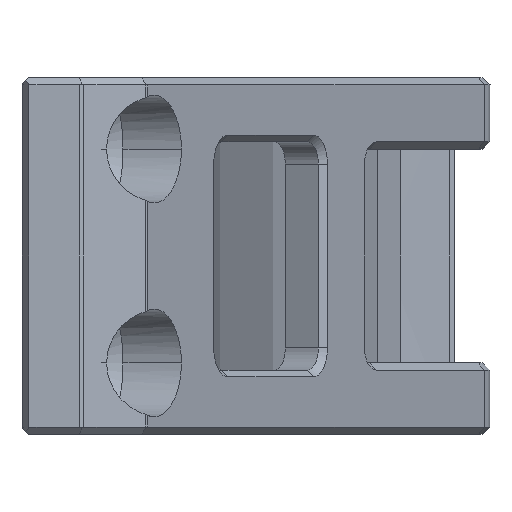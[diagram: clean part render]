
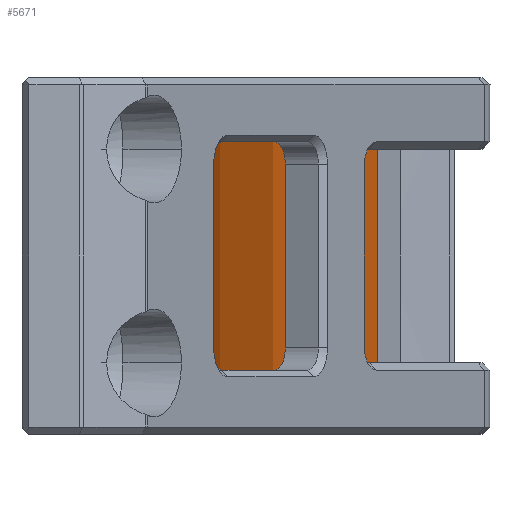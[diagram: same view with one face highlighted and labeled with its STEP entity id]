
A CAD part, left-side view. The second image highlights one B-rep face of the part: STEP entity #5671.
In plain terms, the highlighted free-form (B-spline) face has degree [5, 1] with [6, 2] control points.
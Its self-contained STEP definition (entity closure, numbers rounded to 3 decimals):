
#1828 = VERTEX_POINT('',#1829);
#1829 = CARTESIAN_POINT('',(-29.475,30.618,19.2));
#1863 = VERTEX_POINT('',#1864);
#1864 = CARTESIAN_POINT('',(-42.077,5.979,19.2));
#1872 = EDGE_CURVE('',#1863,#1828,#1873,.T.);
#1873 = CIRCLE('',#1874,42.5);
#1874 = AXIS2_PLACEMENT_3D('',#1875,#1876,#1877);
#1875 = CARTESIAN_POINT('',(0.,0.,19.2));
#1876 = DIRECTION('',(0.,0.,-1.));
#1877 = DIRECTION('',(-0.99,0.141,0.));
#3098 = VERTEX_POINT('',#3099);
#3099 = CARTESIAN_POINT('',(-29.475,30.618,-19.2));
#3131 = VERTEX_POINT('',#3132);
#3132 = CARTESIAN_POINT('',(-42.077,5.979,-19.2));
#3138 = EDGE_CURVE('',#3131,#3098,#3139,.T.);
#3139 = CIRCLE('',#3140,42.5);
#3140 = AXIS2_PLACEMENT_3D('',#3141,#3142,#3143);
#3141 = CARTESIAN_POINT('',(0.,0.,-19.2));
#3142 = DIRECTION('',(0.,0.,-1.));
#3143 = DIRECTION('',(-0.99,0.141,0.));
#5644 = EDGE_CURVE('',#1828,#3098,#5645,.T.);
#5645 = LINE('',#5646,#5647);
#5646 = CARTESIAN_POINT('',(-29.475,30.618,
    19.2));
#5647 = VECTOR('',#5648,1.);
#5648 = DIRECTION('',(0.,0.,-1.));
#5671 = ADVANCED_FACE('',(#5672),#5717,.T.);
#5672 = FACE_BOUND('',#5673,.T.);
#5673 = EDGE_LOOP('',(#5674,#5682,#5691,#5699,#5708,#5714,#5715,#5716));
#5674 = ORIENTED_EDGE('',*,*,#5675,.T.);
#5675 = EDGE_CURVE('',#3131,#5676,#5678,.T.);
#5676 = VERTEX_POINT('',#5677);
#5677 = CARTESIAN_POINT('',(-42.077,5.979,-12.));
#5678 = LINE('',#5679,#5680);
#5679 = CARTESIAN_POINT('',(-42.077,5.979,
    -19.2));
#5680 = VECTOR('',#5681,1.);
#5681 = DIRECTION('',(0.,0.,1.));
#5682 = ORIENTED_EDGE('',*,*,#5683,.F.);
#5683 = EDGE_CURVE('',#5684,#5676,#5686,.T.);
#5684 = VERTEX_POINT('',#5685);
#5685 = CARTESIAN_POINT('',(-41.81,7.625,-12.));
#5686 = CIRCLE('',#5687,42.5);
#5687 = AXIS2_PLACEMENT_3D('',#5688,#5689,#5690);
#5688 = CARTESIAN_POINT('',(0.,0.,-12.));
#5689 = DIRECTION('',(0.,0.,1.));
#5690 = DIRECTION('',(-0.984,0.179,0.));
#5691 = ORIENTED_EDGE('',*,*,#5692,.T.);
#5692 = EDGE_CURVE('',#5684,#5693,#5695,.T.);
#5693 = VERTEX_POINT('',#5694);
#5694 = CARTESIAN_POINT('',(-41.81,7.625,12.));
#5695 = LINE('',#5696,#5697);
#5696 = CARTESIAN_POINT('',(-41.81,7.625,-12.));
#5697 = VECTOR('',#5698,1.);
#5698 = DIRECTION('',(0.,0.,1.));
#5699 = ORIENTED_EDGE('',*,*,#5700,.T.);
#5700 = EDGE_CURVE('',#5693,#5701,#5703,.T.);
#5701 = VERTEX_POINT('',#5702);
#5702 = CARTESIAN_POINT('',(-42.077,5.979,12.));
#5703 = CIRCLE('',#5704,42.5);
#5704 = AXIS2_PLACEMENT_3D('',#5705,#5706,#5707);
#5705 = CARTESIAN_POINT('',(0.,0.,12.));
#5706 = DIRECTION('',(0.,0.,1.));
#5707 = DIRECTION('',(-0.984,0.179,0.));
#5708 = ORIENTED_EDGE('',*,*,#5709,.F.);
#5709 = EDGE_CURVE('',#1863,#5701,#5710,.T.);
#5710 = LINE('',#5711,#5712);
#5711 = CARTESIAN_POINT('',(-42.077,5.979,
    19.2));
#5712 = VECTOR('',#5713,1.);
#5713 = DIRECTION('',(0.,0.,-1.));
#5714 = ORIENTED_EDGE('',*,*,#1872,.T.);
#5715 = ORIENTED_EDGE('',*,*,#5644,.T.);
#5716 = ORIENTED_EDGE('',*,*,#3138,.F.);
#5717 = B_SPLINE_SURFACE_WITH_KNOTS('',5,1,(
    (#5718,#5719)
    ,(#5720,#5721)
    ,(#5722,#5723)
    ,(#5724,#5725)
    ,(#5726,#5727)
    ,(#5728,#5729
    )),.UNSPECIFIED.,.F.,.F.,.F.,(6,6),(2,2),(3.269,
    3.959),(-39.968,-0.032),
  .PIECEWISE_BEZIER_KNOTS.);
#5718 = CARTESIAN_POINT('',(-42.153,5.42,19.968));
#5719 = CARTESIAN_POINT('',(-42.153,5.42,-19.968));
#5720 = CARTESIAN_POINT('',(-41.405,11.235,19.968));
#5721 = CARTESIAN_POINT('',(-41.405,11.235,-19.968));
#5722 = CARTESIAN_POINT('',(-39.655,16.922,19.968));
#5723 = CARTESIAN_POINT('',(-39.655,16.922,-19.968));
#5724 = CARTESIAN_POINT('',(-36.93,22.249,19.968));
#5725 = CARTESIAN_POINT('',(-36.93,22.249,-19.968));
#5726 = CARTESIAN_POINT('',(-33.344,26.997,19.968));
#5727 = CARTESIAN_POINT('',(-33.344,26.997,-19.968));
#5728 = CARTESIAN_POINT('',(-29.066,31.007,19.968));
#5729 = CARTESIAN_POINT('',(-29.066,31.007,-19.968));
